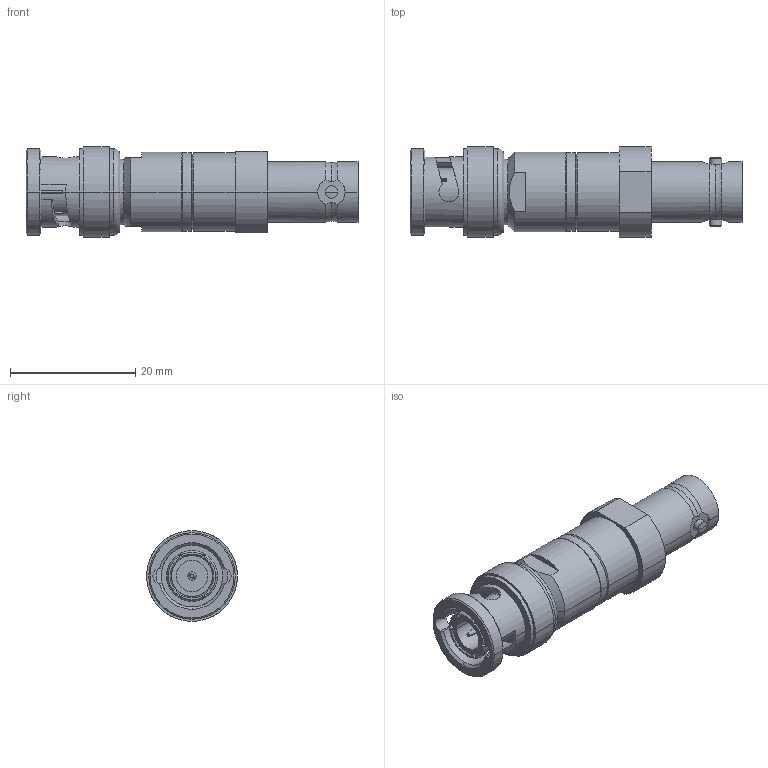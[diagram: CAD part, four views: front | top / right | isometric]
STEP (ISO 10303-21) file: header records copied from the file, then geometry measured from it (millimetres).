
FILE_DESCRIPTION (( 'STEP AP214' ), '1' );
FILE_NAME ('PE8275_3D.STEP', '2022-01-26T16:47:15', ( '' ), ( '' ), 'SwSTEP 2.0', 'SolidWorks 2021', '' );
FILE_SCHEMA (( 'AUTOMOTIVE_DESIGN' ));
Length unit declared in the file: inch
Products named in the file (4): DCS-BM-50^PE8275; FAT-B-11^PE8275; DCS-BF-50^PE8275; PE8275_3D
Assembly tree (3 placements, depth 2):
  PE8275_3D
    DCS-BM-50^PE8275
    FAT-B-11^PE8275
    DCS-BF-50^PE8275
Bounding box: 53 x 14.5 x 14.5 mm (x, y, z)
Volume: 6516.6 mm3; surface area: 4549.3 mm2
Topology: 3 solids, 3 shells, 204 faces, 494 edges, 310 vertices
Faces by surface type: cylinder 70, plane 70, cone 46, torus 14, sphere 4
Entity records: 7103 total; most frequent: CARTESIAN_POINT 2103, DIRECTION 1064, ORIENTED_EDGE 988, EDGE_CURVE 494, AXIS2_PLACEMENT_3D 432, VERTEX_POINT 310, CIRCLE 222, EDGE_LOOP 222
